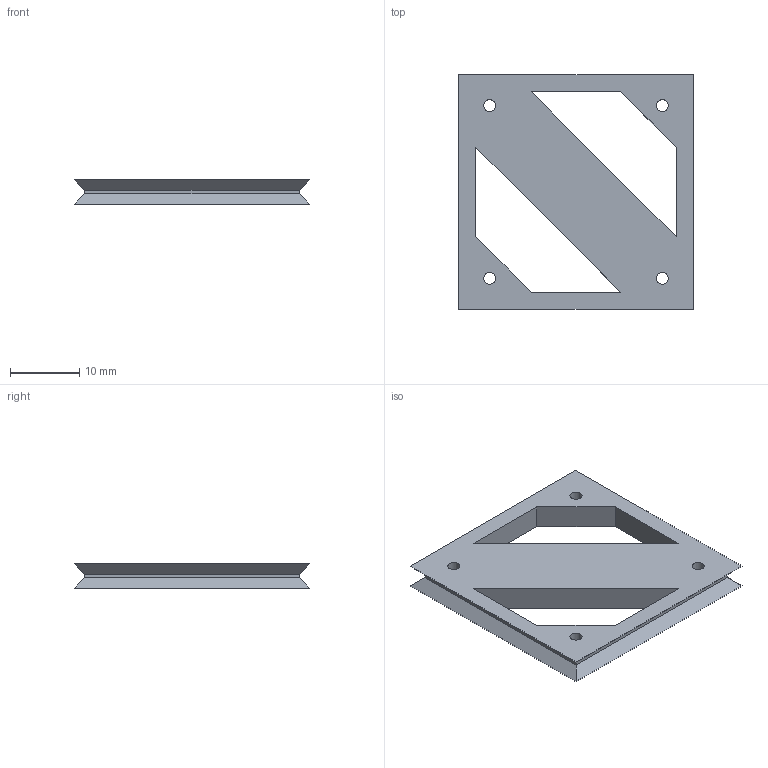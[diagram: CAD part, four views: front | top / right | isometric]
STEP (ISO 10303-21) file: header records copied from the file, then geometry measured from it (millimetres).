
FILE_DESCRIPTION(/* description */ (''),/* implementation_level */ '2;1');
FILE_NAME(/* name */ 'connection between bricks.stp',/* time_stamp */ '2015-02-25T11:47:41+01:00',/* author */ ('Przem'),/* organization */ (''),/* preprocessor_version */ 'ST-DEVELOPER v15.2',/* originating_system */ 'Autodesk Inventor 2014',/* authorisation */ '');
FILE_SCHEMA (('AUTOMOTIVE_DESIGN { 1 0 10303 214 3 1 1 }'));
Length unit declared in the file: millimetre
Products named in the file (1): connection between bricks
Bounding box: 34 x 34 x 3.5 mm (x, y, z)
Volume: 1883.4 mm3; surface area: 3368.6 mm2
Topology: 1 solids, 2 shells, 32 faces, 76 edges, 48 vertices
Faces by surface type: plane 28, cylinder 4
Full cylindrical faces by diameter (mm): 1.75 x4
Entity records: 930 total; most frequent: CARTESIAN_POINT 153, DIRECTION 146, ORIENTED_EDGE 144, EDGE_CURVE 72, LINE 64, VECTOR 64, EDGE_LOOP 48, VERTEX_POINT 48
